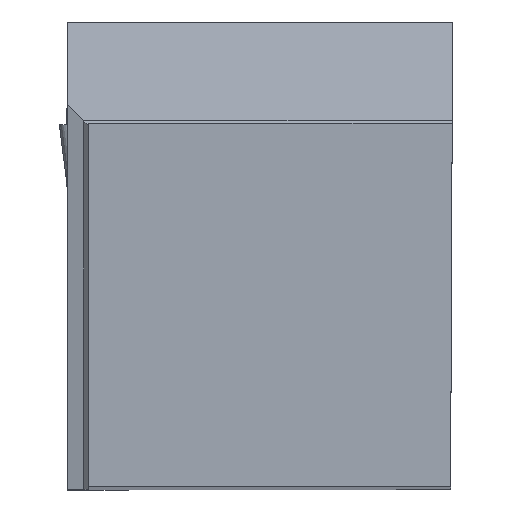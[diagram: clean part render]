
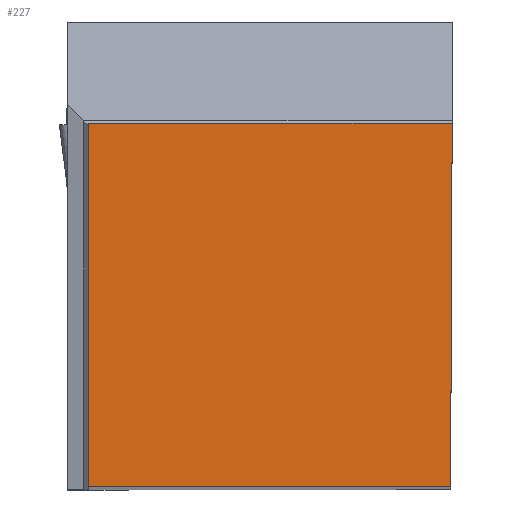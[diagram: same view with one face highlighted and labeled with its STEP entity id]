
A CAD part, top view. The second image highlights one B-rep face of the part: STEP entity #227.
In plain terms, the highlighted planar face has unit normal (0, 0, 1).
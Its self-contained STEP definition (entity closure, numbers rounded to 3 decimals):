
#227=ADVANCED_FACE('BLANK_BOXF006',(#382),#289,.F.);
#289=PLANE('',#2147);
#382=FACE_OUTER_BOUND('',#480,.T.);
#480=EDGE_LOOP('',(#965,#966,#967,#968));
#965=ORIENTED_EDGE('',*,*,#1499,.F.);
#966=ORIENTED_EDGE('',*,*,#1487,.F.);
#967=ORIENTED_EDGE('',*,*,#1500,.F.);
#968=ORIENTED_EDGE('',*,*,#1501,.F.);
#1230=VERTEX_POINT('',#4348);
#1231=VERTEX_POINT('',#4350);
#1239=VERTEX_POINT('',#4373);
#1240=VERTEX_POINT('',#4375);
#1487=EDGE_CURVE('',#1230,#1231,#1680,.T.);
#1499=EDGE_CURVE('',#1231,#1239,#1690,.T.);
#1500=EDGE_CURVE('',#1240,#1230,#1691,.T.);
#1501=EDGE_CURVE('',#1239,#1240,#1692,.T.);
#1680=LINE('',#4349,#1889);
#1690=LINE('',#4372,#1899);
#1691=LINE('',#4374,#1900);
#1692=LINE('',#4376,#1901);
#1889=VECTOR('',#2484,1.);
#1899=VECTOR('',#2504,1.);
#1900=VECTOR('',#2505,1.);
#1901=VECTOR('',#2506,1.);
#2147=AXIS2_PLACEMENT_3D('',#4377,#2507,#2508);
#2484=DIRECTION('',(-1.,0.,0.));
#2504=DIRECTION('',(0.,1.,0.));
#2505=DIRECTION('',(-0.004,-1.,0.));
#2506=DIRECTION('',(1.,0.,0.));
#2507=DIRECTION('',(0.,0.,-1.));
#2508=DIRECTION('',(0.,-1.,0.));
#4348=CARTESIAN_POINT('',(-0.166,0.,0.));
#4349=CARTESIAN_POINT('',(202.,0.,0.));
#4350=CARTESIAN_POINT('',(-37.973,0.,0.));
#4372=CARTESIAN_POINT('',(-37.973,-202.,0.));
#4373=CARTESIAN_POINT('',(-37.973,37.973,0.));
#4374=CARTESIAN_POINT('',(0.716,201.998,0.));
#4375=CARTESIAN_POINT('',(0.,37.973,0.));
#4376=CARTESIAN_POINT('',(-202.,37.973,0.));
#4377=CARTESIAN_POINT('',(-40.171,-5.,0.));
